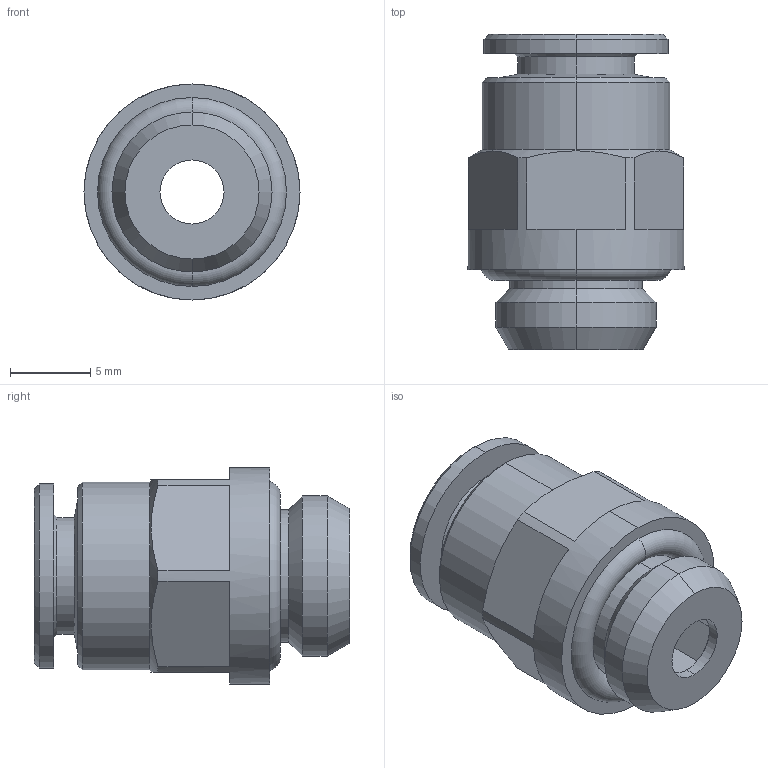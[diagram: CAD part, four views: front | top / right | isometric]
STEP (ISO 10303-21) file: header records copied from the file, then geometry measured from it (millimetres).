
FILE_DESCRIPTION (( 'STEP AP203' ), '1' );
FILE_NAME ('A0020031.STEP', '2009-01-20T08:26:51', ( '' ), ( 'sopra-pneumatic' ), 'SwSTEP 2.0', 'SolidWorks 2008', '' );
FILE_SCHEMA (( 'CONFIG_CONTROL_DESIGN' ));
Length unit declared in the file: millimetre
Products named in the file (1): A0020031
Bounding box: 13.5 x 19.7 x 13.5 mm (x, y, z)
Volume: 1479.3 mm3; surface area: 1443.3 mm2
Topology: 1 solids, 1 shells, 66 faces, 152 edges, 92 vertices
Faces by surface type: plane 30, cone 18, cylinder 16, torus 2
Entity records: 2003 total; most frequent: CARTESIAN_POINT 407, DIRECTION 336, ORIENTED_EDGE 304, EDGE_CURVE 152, AXIS2_PLACEMENT_3D 133, VERTEX_POINT 92, EDGE_LOOP 72, VECTOR 70
